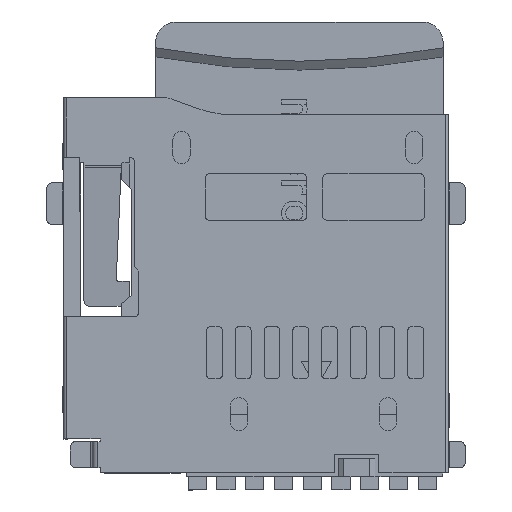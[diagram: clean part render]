
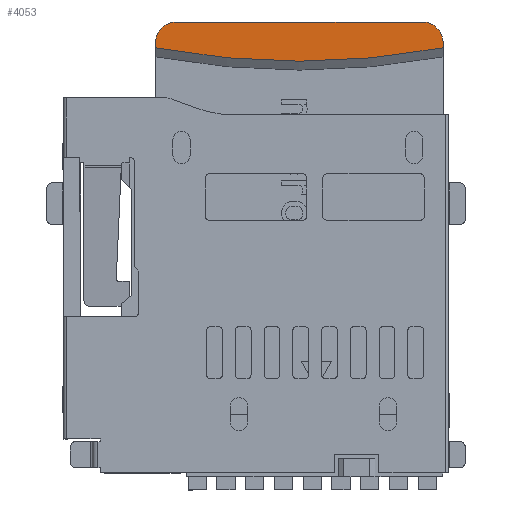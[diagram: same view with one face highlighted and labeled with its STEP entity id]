
A CAD part, top view. The second image highlights one B-rep face of the part: STEP entity #4053.
In plain terms, the highlighted planar face has unit normal (0, 0, 1).
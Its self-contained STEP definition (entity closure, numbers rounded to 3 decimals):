
#696 = VERTEX_POINT('',#697);
#697 = CARTESIAN_POINT('',(38.875,-10.623,0.97));
#703 = EDGE_CURVE('',#696,#704,#706,.T.);
#704 = VERTEX_POINT('',#705);
#705 = CARTESIAN_POINT('',(38.875,-10.437,
    0.97));
#706 = LINE('',#707,#708);
#707 = CARTESIAN_POINT('',(38.875,0.,0.97));
#708 = VECTOR('',#709,1.);
#709 = DIRECTION('',(0.,1.,0.));
#736 = VERTEX_POINT('',#737);
#737 = CARTESIAN_POINT('',(39.675,-11.423,0.97));
#743 = EDGE_CURVE('',#736,#696,#744,.T.);
#744 = CIRCLE('',#745,0.8);
#745 = AXIS2_PLACEMENT_3D('',#746,#747,#748);
#746 = CARTESIAN_POINT('',(39.675,-10.623,0.97));
#747 = DIRECTION('',(0.,0.,-1.));
#748 = DIRECTION('',(1.,0.,0.));
#761 = VERTEX_POINT('',#762);
#762 = CARTESIAN_POINT('',(49.075,-11.423,0.97));
#768 = EDGE_CURVE('',#761,#736,#769,.T.);
#769 = LINE('',#770,#771);
#770 = CARTESIAN_POINT('',(0.,-11.423,0.97));
#771 = VECTOR('',#772,1.);
#772 = DIRECTION('',(-1.,0.,0.));
#787 = VERTEX_POINT('',#788);
#788 = CARTESIAN_POINT('',(49.875,-10.623,0.97));
#794 = EDGE_CURVE('',#761,#787,#795,.T.);
#795 = CIRCLE('',#796,0.8);
#796 = AXIS2_PLACEMENT_3D('',#797,#798,#799);
#797 = CARTESIAN_POINT('',(49.075,-10.623,0.97));
#798 = DIRECTION('',(0.,0.,1.));
#799 = DIRECTION('',(-1.,0.,0.));
#820 = VERTEX_POINT('',#821);
#821 = CARTESIAN_POINT('',(49.875,-10.437,0.97));
#837 = EDGE_CURVE('',#787,#820,#838,.T.);
#838 = LINE('',#839,#840);
#839 = CARTESIAN_POINT('',(49.875,0.,0.97));
#840 = VECTOR('',#841,1.);
#841 = DIRECTION('',(0.,1.,0.));
#4053 = ADVANCED_FACE('',(#4054),#4068,.T.);
#4054 = FACE_BOUND('',#4055,.T.);
#4055 = EDGE_LOOP('',(#4056,#4063,#4064,#4065,#4066,#4067));
#4056 = ORIENTED_EDGE('',*,*,#4057,.T.);
#4057 = EDGE_CURVE('',#820,#704,#4058,.T.);
#4058 = CIRCLE('',#4059,29.66);
#4059 = AXIS2_PLACEMENT_3D('',#4060,#4061,#4062);
#4060 = CARTESIAN_POINT('',(44.375,-39.583,0.97));
#4061 = DIRECTION('',(0.,0.,1.));
#4062 = DIRECTION('',(0.,-1.,0.));
#4063 = ORIENTED_EDGE('',*,*,#703,.F.);
#4064 = ORIENTED_EDGE('',*,*,#743,.F.);
#4065 = ORIENTED_EDGE('',*,*,#768,.F.);
#4066 = ORIENTED_EDGE('',*,*,#794,.T.);
#4067 = ORIENTED_EDGE('',*,*,#837,.T.);
#4068 = PLANE('',#4069);
#4069 = AXIS2_PLACEMENT_3D('',#4070,#4071,#4072);
#4070 = CARTESIAN_POINT('',(37.775,-11.625,0.97));
#4071 = DIRECTION('',(0.,0.,1.));
#4072 = DIRECTION('',(1.,0.,-0.));
